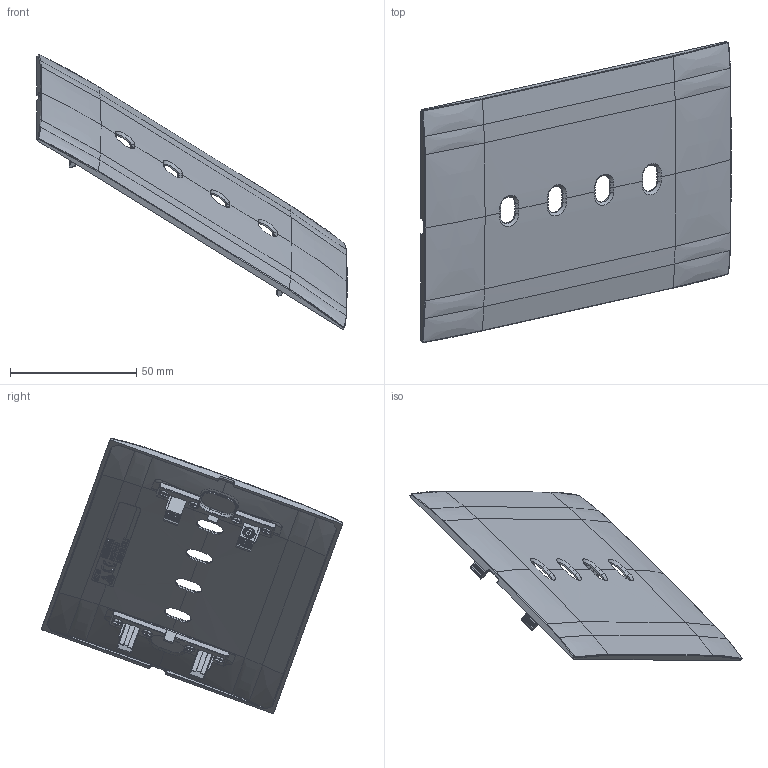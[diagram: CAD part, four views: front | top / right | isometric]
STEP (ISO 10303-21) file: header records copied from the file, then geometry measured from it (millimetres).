
FILE_DESCRIPTION(('CATIA V5 STEP Exchange'),'2;1');
FILE_NAME('44PSMN04BO.stp','2024-03-25T15:44:54+00:00',('none'),('none'),'CATIA Version 5-6 Release 2016 SP6','CATIA V5 STEP AP203','none');
FILE_SCHEMA(('CONFIG_CONTROL_DESIGN'));
Length unit declared in the file: millimetre
Products named in the file (1): 44PSMN04@
Assembly tree (4 placements, depth 2):
  44PSMN04@
    #57
    #48576  x2
    #60237
Bounding box: 122.92 x 119.29 x 108.85 mm (x, y, z)
Volume: 25145.9 mm3; surface area: 33480.8 mm2
Topology: 3 solids, 3 shells, 1865 faces, 5183 edges, 3334 vertices
Faces by surface type: plane 1168, cylinder 409, bspline 160, cone 60, sphere 36, extrusion 20, torus 12
Entity records: 60263 total; most frequent: CARTESIAN_POINT 25388, ORIENTED_EDGE 8860, DIRECTION 4569, EDGE_CURVE 4430, VERTEX_POINT 2892, B_SPLINE_CURVE_WITH_KNOTS 2053, VECTOR 1881, LINE 1861
